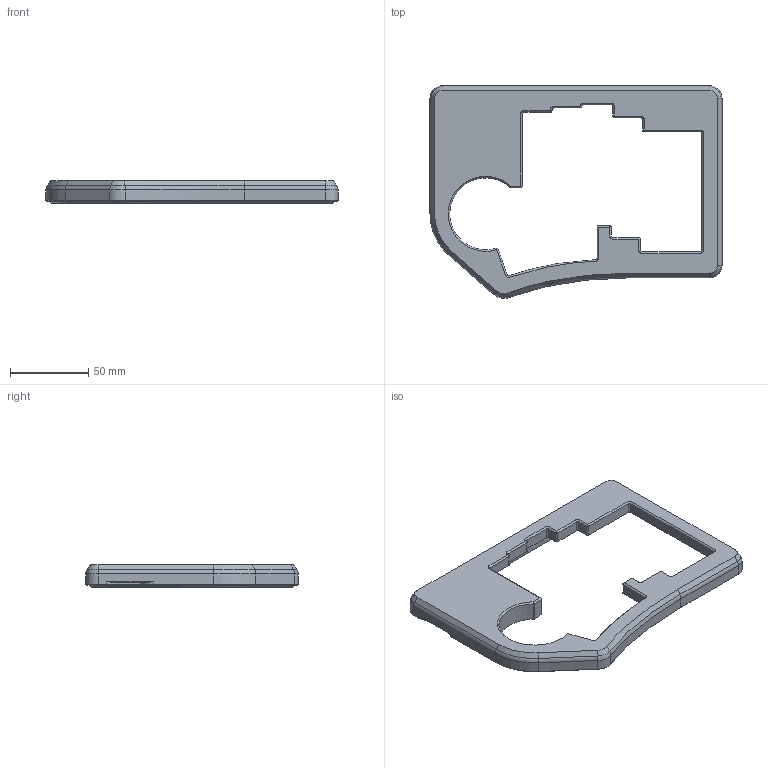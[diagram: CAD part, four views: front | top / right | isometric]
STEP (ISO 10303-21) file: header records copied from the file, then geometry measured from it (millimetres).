
FILE_DESCRIPTION(/* description */ (''),/* implementation_level */ '2;1');
FILE_NAME(/* name */ 'levels54_right_top.step',/* time_stamp */ '2025-10-15T19:39:04-05:00',/* author */ (''),/* organization */ (''),/* preprocessor_version */ 'ST-DEVELOPER v20.1',/* originating_system */ 'Autodesk Translation Framework v14.17.0.0',/* authorisation */ '');
FILE_SCHEMA (('AUTOMOTIVE_DESIGN { 1 0 10303 214 3 1 1 }'));
Length unit declared in the file: millimetre
Products named in the file (2): LevelsGrande; Carrier
Assembly tree (1 placements, depth 2):
  LevelsGrande
    Carrier
Bounding box: 187 x 136.12 x 14.4 mm (x, y, z)
Volume: 86726.8 mm3; surface area: 50255.8 mm2
Topology: 1 solids, 1 shells, 548 faces, 1491 edges, 948 vertices
Faces by surface type: plane 288, cylinder 190, cone 51, bspline 11, torus 8
Full cylindrical faces by diameter (mm): 3 x7
Entity records: 17462 total; most frequent: CARTESIAN_POINT 3305, DIRECTION 3002, ORIENTED_EDGE 2962, EDGE_CURVE 1481, AXIS2_PLACEMENT_3D 1003, LINE 996, VECTOR 996, VERTEX_POINT 948
